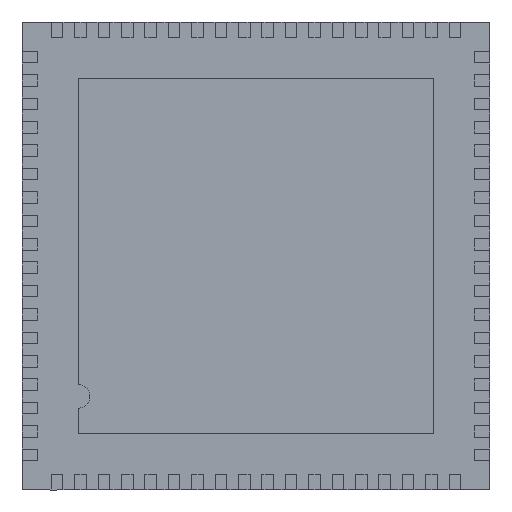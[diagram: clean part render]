
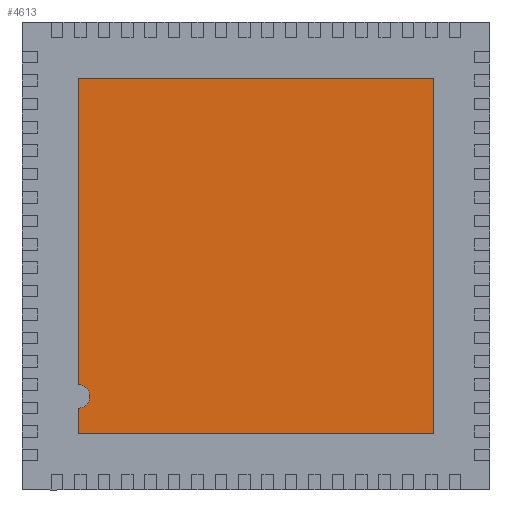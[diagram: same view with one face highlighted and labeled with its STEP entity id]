
A CAD part, front view. The second image highlights one B-rep face of the part: STEP entity #4613.
In plain terms, the highlighted planar face has unit normal (0, -1, 0).
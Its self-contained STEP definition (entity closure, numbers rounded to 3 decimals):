
#442 = AXIS2_PLACEMENT_3D ( 'NONE', #39686, #32975, #12549 ) ;
#610 = DIRECTION ( 'NONE',  ( 1., 0., 0. ) ) ;
#698 = CARTESIAN_POINT ( 'NONE',  ( 3.8, 0., -3.8 ) ) ;
#731 = ORIENTED_EDGE ( 'NONE', *, *, #16950, .T. ) ;
#986 = CARTESIAN_POINT ( 'NONE',  ( 3.8, 0., 3.8 ) ) ;
#1017 = VERTEX_POINT ( 'NONE', #21995 ) ;
#3325 = LINE ( 'NONE', #29216, #19256 ) ;
#4109 = FACE_OUTER_BOUND ( 'NONE', #36492, .T. ) ;
#4613 = ADVANCED_FACE ( 'NONE', ( #4109 ), #22513, .F. ) ;
#4814 = CARTESIAN_POINT ( 'NONE',  ( -3.8, 0., 3.8 ) ) ;
#5393 = DIRECTION ( 'NONE',  ( 0., 0., -1. ) ) ;
#6850 = CARTESIAN_POINT ( 'NONE',  ( -3.8, 0., -3.25 ) ) ;
#7202 = VECTOR ( 'NONE', #610, 1000. ) ;
#7375 = VERTEX_POINT ( 'NONE', #36933 ) ;
#10033 = VECTOR ( 'NONE', #11049, 1000. ) ;
#10983 = VERTEX_POINT ( 'NONE', #698 ) ;
#11049 = DIRECTION ( 'NONE',  ( 0., 0., -1. ) ) ;
#11866 = VECTOR ( 'NONE', #31811, 1000. ) ;
#11917 = DIRECTION ( 'NONE',  ( -1., 0., 0. ) ) ;
#12549 = DIRECTION ( 'NONE',  ( 0., 0., 1. ) ) ;
#15623 = DIRECTION ( 'NONE',  ( 0., -1., 0. ) ) ;
#15650 = VERTEX_POINT ( 'NONE', #6850 ) ;
#15691 = VECTOR ( 'NONE', #16446, 1000. ) ;
#16217 = LINE ( 'NONE', #17844, #7202 ) ;
#16446 = DIRECTION ( 'NONE',  ( 0., 0., -1. ) ) ;
#16950 = EDGE_CURVE ( 'NONE', #7375, #10983, #16217, .T. ) ;
#17844 = CARTESIAN_POINT ( 'NONE',  ( 3.8, 0., -3.8 ) ) ;
#19256 = VECTOR ( 'NONE', #11917, 1000. ) ;
#21037 = ORIENTED_EDGE ( 'NONE', *, *, #28168, .T. ) ;
#21286 = ORIENTED_EDGE ( 'NONE', *, *, #22931, .T. ) ;
#21553 = CIRCLE ( 'NONE', #30554, 0.25 ) ;
#21995 = CARTESIAN_POINT ( 'NONE',  ( 3.8, 0., 3.8 ) ) ;
#22513 = PLANE ( 'NONE',  #442 ) ;
#22931 = EDGE_CURVE ( 'NONE', #15650, #7375, #40788, .T. ) ;
#23070 = CARTESIAN_POINT ( 'NONE',  ( -3.8, 0., -2.75 ) ) ;
#25775 = CARTESIAN_POINT ( 'NONE',  ( -3.8, 0., -3. ) ) ;
#26602 = CARTESIAN_POINT ( 'NONE',  ( -3.8, 0., 3.8 ) ) ;
#27357 = ORIENTED_EDGE ( 'NONE', *, *, #32517, .F. ) ;
#28168 = EDGE_CURVE ( 'NONE', #1017, #30982, #3325, .T. ) ;
#29216 = CARTESIAN_POINT ( 'NONE',  ( 3.8, 0., 3.8 ) ) ;
#29348 = VERTEX_POINT ( 'NONE', #23070 ) ;
#30554 = AXIS2_PLACEMENT_3D ( 'NONE', #25775, #15623, #5393 ) ;
#30982 = VERTEX_POINT ( 'NONE', #31329 ) ;
#31329 = CARTESIAN_POINT ( 'NONE',  ( -3.8, 0., 3.8 ) ) ;
#31811 = DIRECTION ( 'NONE',  ( 0., 0., 1. ) ) ;
#32517 = EDGE_CURVE ( 'NONE', #15650, #29348, #21553, .T. ) ;
#32975 = DIRECTION ( 'NONE',  ( 0., 1., 0. ) ) ;
#34045 = LINE ( 'NONE', #4814, #10033 ) ;
#35872 = LINE ( 'NONE', #986, #11866 ) ;
#36492 = EDGE_LOOP ( 'NONE', ( #43167, #27357, #21286, #731, #39249, #21037 ) ) ;
#36933 = CARTESIAN_POINT ( 'NONE',  ( -3.8, 0., -3.8 ) ) ;
#39249 = ORIENTED_EDGE ( 'NONE', *, *, #42874, .T. ) ;
#39348 = EDGE_CURVE ( 'NONE', #30982, #29348, #34045, .T. ) ;
#39686 = CARTESIAN_POINT ( 'NONE',  ( 0., 0., 0. ) ) ;
#40788 = LINE ( 'NONE', #26602, #15691 ) ;
#42874 = EDGE_CURVE ( 'NONE', #10983, #1017, #35872, .T. ) ;
#43167 = ORIENTED_EDGE ( 'NONE', *, *, #39348, .T. ) ;
